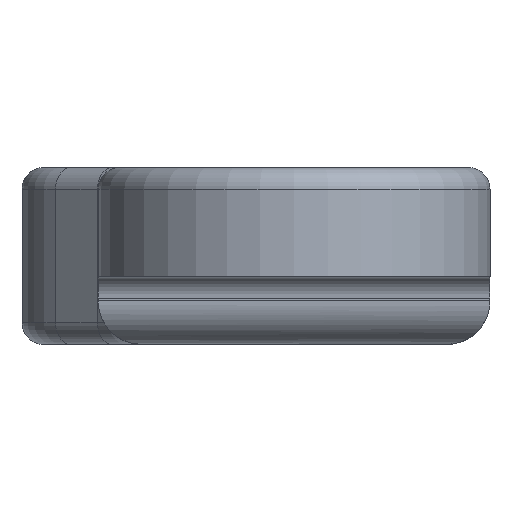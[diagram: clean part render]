
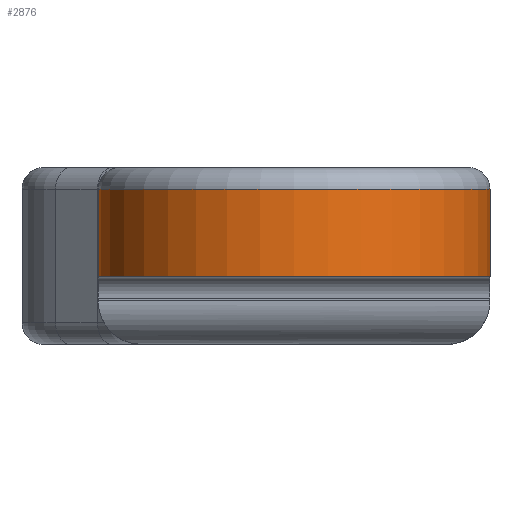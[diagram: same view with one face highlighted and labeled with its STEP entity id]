
A CAD part, front view. The second image highlights one B-rep face of the part: STEP entity #2876.
In plain terms, the highlighted cylindrical face has radius 18 mm (diameter 36 mm), a partial arc.
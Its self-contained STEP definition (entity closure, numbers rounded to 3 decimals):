
#121=CIRCLE('',#3086,18.);
#160=CIRCLE('',#3158,18.);
#203=CYLINDRICAL_SURFACE('',#3160,18.);
#399=FACE_OUTER_BOUND('',#581,.T.);
#581=EDGE_LOOP('',(#2509,#2510,#2511,#2512));
#746=LINE('',#5037,#1003);
#779=LINE('',#5135,#1036);
#1003=VECTOR('',#3607,10.);
#1036=VECTOR('',#3700,10.);
#1306=VERTEX_POINT('',#5034);
#1307=VERTEX_POINT('',#5036);
#1316=VERTEX_POINT('',#5068);
#1342=VERTEX_POINT('',#5134);
#1652=EDGE_CURVE('',#1307,#1306,#746,.T.);
#1667=EDGE_CURVE('',#1316,#1307,#121,.T.);
#1700=EDGE_CURVE('',#1316,#1342,#779,.T.);
#1797=EDGE_CURVE('',#1342,#1306,#160,.T.);
#2509=ORIENTED_EDGE('',*,*,#1667,.T.);
#2510=ORIENTED_EDGE('',*,*,#1652,.T.);
#2511=ORIENTED_EDGE('',*,*,#1797,.F.);
#2512=ORIENTED_EDGE('',*,*,#1700,.F.);
#2876=ADVANCED_FACE('',(#399),#203,.T.);
#3086=AXIS2_PLACEMENT_3D('',#5069,#3641,#3642);
#3158=AXIS2_PLACEMENT_3D('',#5325,#3876,#3877);
#3160=AXIS2_PLACEMENT_3D('',#5327,#3880,#3881);
#3607=DIRECTION('',(0.,0.,1.));
#3641=DIRECTION('center_axis',(0.,0.,1.));
#3642=DIRECTION('ref_axis',(1.,0.,0.));
#3700=DIRECTION('',(0.,0.,1.));
#3876=DIRECTION('center_axis',(0.,0.,1.));
#3877=DIRECTION('ref_axis',(0.,-1.,0.));
#3880=DIRECTION('center_axis',(0.,0.,1.));
#3881=DIRECTION('ref_axis',(1.,0.,0.));
#5034=CARTESIAN_POINT('',(18.,-90.,18.));
#5036=CARTESIAN_POINT('',(18.,-90.,10.));
#5037=CARTESIAN_POINT('',(18.,-90.,0.));
#5068=CARTESIAN_POINT('',(-18.,-90.,10.));
#5069=CARTESIAN_POINT('Origin',(0.,-90.,10.));
#5134=CARTESIAN_POINT('',(-18.,-90.,18.));
#5135=CARTESIAN_POINT('',(-18.,-90.,0.));
#5325=CARTESIAN_POINT('Origin',(0.,-90.,18.));
#5327=CARTESIAN_POINT('Origin',(0.,-90.,0.));
